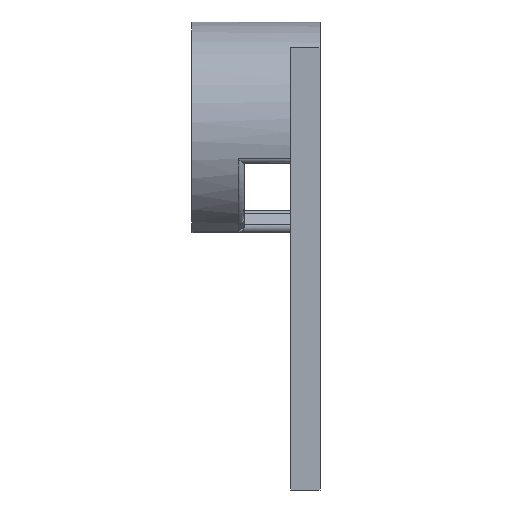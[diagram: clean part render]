
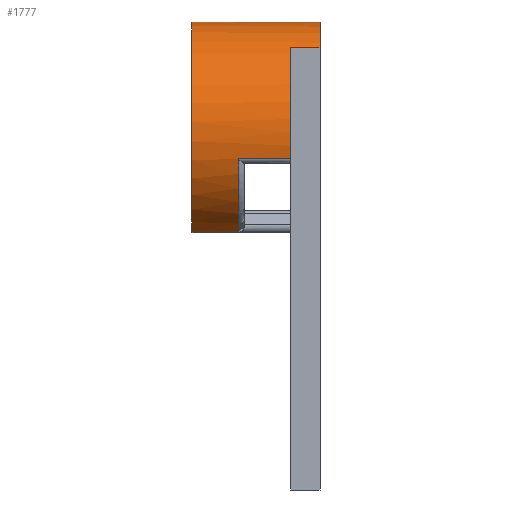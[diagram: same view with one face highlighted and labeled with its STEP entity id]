
A CAD part, front view. The second image highlights one B-rep face of the part: STEP entity #1777.
In plain terms, the highlighted cylindrical face has radius 18.9 mm (diameter 37.8 mm), a partial arc.
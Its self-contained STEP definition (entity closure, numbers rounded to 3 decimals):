
#179=FACE_OUTER_BOUND('',#272,.T.);
#272=EDGE_LOOP('',(#1208,#1209,#1210,#1211,#1212,#1213,#1214,#1215,#1216,
#1217));
#397=CIRCLE('',#1893,18.9);
#398=CIRCLE('',#1894,18.9);
#399=CIRCLE('',#1895,18.9);
#400=CIRCLE('',#1896,18.9);
#401=CIRCLE('',#1897,18.9);
#475=LINE('',#2660,#625);
#476=LINE('',#2664,#626);
#477=LINE('',#2668,#627);
#478=LINE('',#2672,#628);
#479=LINE('',#2675,#629);
#625=VECTOR('',#2098,10.);
#626=VECTOR('',#2101,10.);
#627=VECTOR('',#2104,10.);
#628=VECTOR('',#2107,10.);
#629=VECTOR('',#2110,10.);
#784=VERTEX_POINT('',#2656);
#785=VERTEX_POINT('',#2657);
#786=VERTEX_POINT('',#2659);
#787=VERTEX_POINT('',#2661);
#788=VERTEX_POINT('',#2663);
#789=VERTEX_POINT('',#2665);
#790=VERTEX_POINT('',#2667);
#791=VERTEX_POINT('',#2669);
#792=VERTEX_POINT('',#2671);
#793=VERTEX_POINT('',#2673);
#950=EDGE_CURVE('',#784,#785,#397,.T.);
#951=EDGE_CURVE('',#786,#785,#475,.T.);
#952=EDGE_CURVE('',#787,#786,#398,.T.);
#953=EDGE_CURVE('',#788,#787,#476,.T.);
#954=EDGE_CURVE('',#788,#789,#399,.T.);
#955=EDGE_CURVE('',#790,#789,#477,.T.);
#956=EDGE_CURVE('',#790,#791,#400,.T.);
#957=EDGE_CURVE('',#791,#792,#478,.T.);
#958=EDGE_CURVE('',#793,#792,#401,.T.);
#959=EDGE_CURVE('',#784,#793,#479,.T.);
#1208=ORIENTED_EDGE('',*,*,#950,.T.);
#1209=ORIENTED_EDGE('',*,*,#951,.F.);
#1210=ORIENTED_EDGE('',*,*,#952,.F.);
#1211=ORIENTED_EDGE('',*,*,#953,.F.);
#1212=ORIENTED_EDGE('',*,*,#954,.T.);
#1213=ORIENTED_EDGE('',*,*,#955,.F.);
#1214=ORIENTED_EDGE('',*,*,#956,.T.);
#1215=ORIENTED_EDGE('',*,*,#957,.T.);
#1216=ORIENTED_EDGE('',*,*,#958,.F.);
#1217=ORIENTED_EDGE('',*,*,#959,.F.);
#1720=CYLINDRICAL_SURFACE('',#1892,18.9);
#1777=ADVANCED_FACE('',(#179),#1720,.T.);
#1892=AXIS2_PLACEMENT_3D('',#2655,#2094,#2095);
#1893=AXIS2_PLACEMENT_3D('',#2658,#2096,#2097);
#1894=AXIS2_PLACEMENT_3D('',#2662,#2099,#2100);
#1895=AXIS2_PLACEMENT_3D('',#2666,#2102,#2103);
#1896=AXIS2_PLACEMENT_3D('',#2670,#2105,#2106);
#1897=AXIS2_PLACEMENT_3D('',#2674,#2108,#2109);
#2094=DIRECTION('center_axis',(-1.,0.,0.));
#2095=DIRECTION('ref_axis',(0.,-0.795,0.607));
#2096=DIRECTION('center_axis',(-1.,0.,0.));
#2097=DIRECTION('ref_axis',(0.,-0.423,-0.906));
#2098=DIRECTION('',(-1.,0.,0.));
#2099=DIRECTION('center_axis',(1.,0.,0.));
#2100=DIRECTION('ref_axis',(0.,-0.423,-0.906));
#2101=DIRECTION('',(-1.,0.,0.));
#2102=DIRECTION('center_axis',(-1.,0.,0.));
#2103=DIRECTION('ref_axis',(0.,0.,-1.));
#2104=DIRECTION('',(1.,0.,0.));
#2105=DIRECTION('center_axis',(1.,0.,0.));
#2106=DIRECTION('ref_axis',(0.,0.,-1.));
#2107=DIRECTION('',(-1.,0.,0.));
#2108=DIRECTION('center_axis',(-1.,0.,0.));
#2109=DIRECTION('ref_axis',(0.,-0.423,-0.906));
#2110=DIRECTION('',(-1.,0.,0.));
#2655=CARTESIAN_POINT('Origin',(0.,50.45,-14.45));
#2656=CARTESIAN_POINT('',(-9.,42.463,-31.579));
#2657=CARTESIAN_POINT('',(-9.,32.126,-19.079));
#2658=CARTESIAN_POINT('Origin',(-9.,50.45,-14.45));
#2659=CARTESIAN_POINT('',(0.,32.126,-19.079));
#2660=CARTESIAN_POINT('',(0.,32.126,-19.079));
#2661=CARTESIAN_POINT('',(0.,31.681,-12.23));
#2662=CARTESIAN_POINT('Origin',(0.,50.45,-14.45));
#2663=CARTESIAN_POINT('',(5.,31.681,-12.23));
#2664=CARTESIAN_POINT('',(0.,31.681,-12.23));
#2665=CARTESIAN_POINT('',(5.,64.874,-2.237));
#2666=CARTESIAN_POINT('Origin',(5.,50.45,-14.45));
#2667=CARTESIAN_POINT('',(0.,64.874,-2.237));
#2668=CARTESIAN_POINT('',(0.,64.874,-2.237));
#2669=CARTESIAN_POINT('',(0.,58.437,2.679));
#2670=CARTESIAN_POINT('Origin',(0.,50.45,-14.45));
#2671=CARTESIAN_POINT('',(-17.,58.437,2.679));
#2672=CARTESIAN_POINT('',(0.,58.437,2.679));
#2673=CARTESIAN_POINT('',(-17.,42.463,-31.579));
#2674=CARTESIAN_POINT('Origin',(-17.,50.45,-14.45));
#2675=CARTESIAN_POINT('',(0.,42.463,-31.579));
